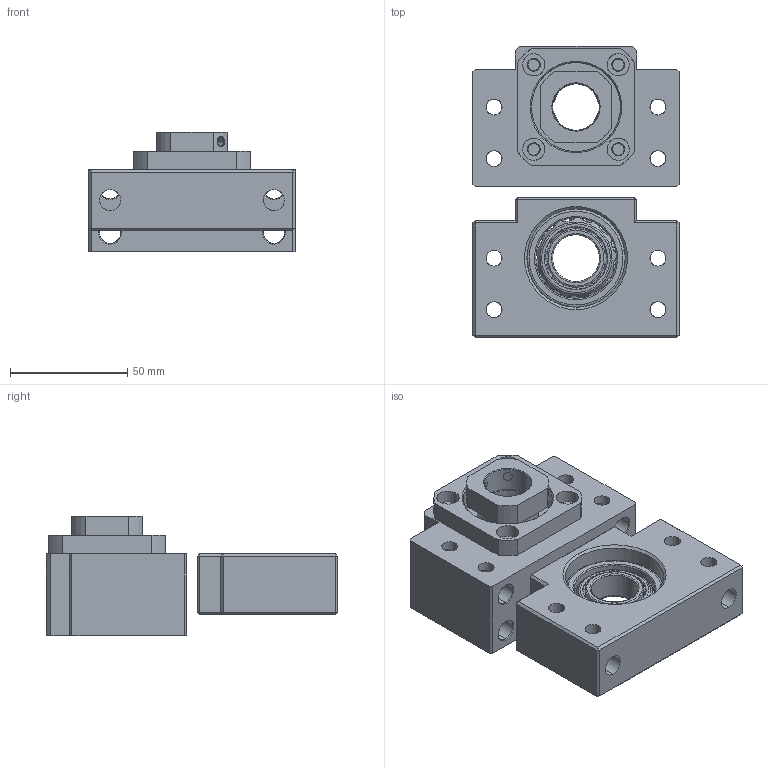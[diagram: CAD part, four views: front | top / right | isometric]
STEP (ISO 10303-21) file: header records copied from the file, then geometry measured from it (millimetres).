
FILE_DESCRIPTION (( 'STEP AP203' ), '1' );
FILE_NAME ('BK 20 - BF20.STEP', '2021-08-18T17:53:08', ( '' ), ( '' ), 'SwSTEP 2.0', 'SolidWorks 2019', '' );
FILE_SCHEMA (( 'CONFIG_CONTROL_DESIGN' ));
Length unit declared in the file: millimetre
Products named in the file (3): BK 20 - BF20; BK20; BF20
Assembly tree (2 placements, depth 2):
  BK 20 - BF20
    BF20
    BK20
Bounding box: 88 x 124.51 x 51 mm (x, y, z)
Surface area: 79551.8 mm2 (no closed solid volume)
Topology: 0 solids, 26 shells, 397 faces, 1185 edges, 755 vertices
Faces by surface type: bspline 156, cylinder 126, plane 103, cone 12
Entity records: 32849 total; most frequent: CARTESIAN_POINT 24944, ORIENTED_EDGE 2178, EDGE_CURVE 1129, B_SPLINE_CURVE_WITH_KNOTS 880, VERTEX_POINT 755, DIRECTION 596, EDGE_LOOP 476, ADVANCED_FACE 397
